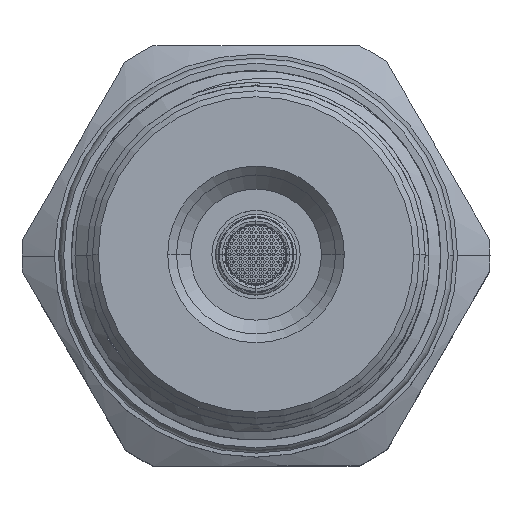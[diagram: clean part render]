
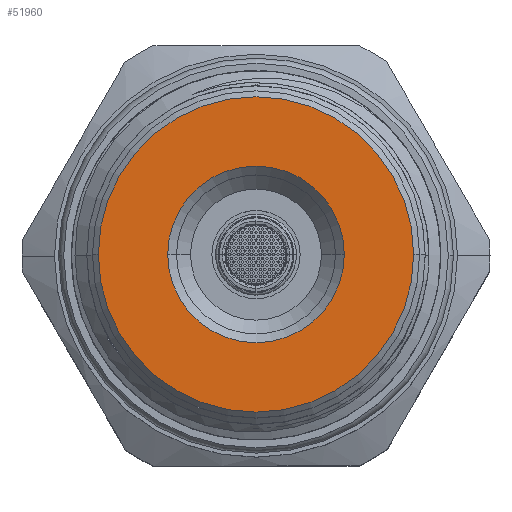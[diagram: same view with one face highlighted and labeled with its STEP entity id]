
A CAD part, top view. The second image highlights one B-rep face of the part: STEP entity #51960.
In plain terms, the highlighted planar face has unit normal (0, 0, 1).
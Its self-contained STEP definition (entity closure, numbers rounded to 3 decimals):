
#583 = CARTESIAN_POINT ( 'NONE',  ( 6., 0., 25.41 ) ) ;
#1302 = CARTESIAN_POINT ( 'NONE',  ( 0., 0., 25.41 ) ) ;
#1926 = EDGE_LOOP ( 'NONE', ( #13000, #11093 ) ) ;
#2537 = CARTESIAN_POINT ( 'NONE',  ( -10.715, 0., 25.41 ) ) ;
#2761 = CARTESIAN_POINT ( 'NONE',  ( 0., 0., 25.41 ) ) ;
#3135 = FACE_OUTER_BOUND ( 'NONE', #1926, .T. ) ;
#4416 = CIRCLE ( 'NONE', #8248, 10.715 ) ;
#5159 = DIRECTION ( 'NONE',  ( -1., 0., 0. ) ) ;
#8248 = AXIS2_PLACEMENT_3D ( 'NONE', #2761, #33012, #15713 ) ;
#8867 = DIRECTION ( 'NONE',  ( -1., 0., 0. ) ) ;
#10064 = AXIS2_PLACEMENT_3D ( 'NONE', #34037, #46834, #8867 ) ;
#11093 = ORIENTED_EDGE ( 'NONE', *, *, #53110, .T. ) ;
#13000 = ORIENTED_EDGE ( 'NONE', *, *, #22873, .T. ) ;
#15713 = DIRECTION ( 'NONE',  ( -1., 0., 0. ) ) ;
#17572 = CARTESIAN_POINT ( 'NONE',  ( 0., 0., 25.41 ) ) ;
#17671 = CARTESIAN_POINT ( 'NONE',  ( 0., 0., 25.41 ) ) ;
#18139 = DIRECTION ( 'NONE',  ( 0., 0., -1. ) ) ;
#18751 = EDGE_CURVE ( 'NONE', #32222, #52136, #39642, .T. ) ;
#21791 = DIRECTION ( 'NONE',  ( 0., 0., 1. ) ) ;
#21882 = CIRCLE ( 'NONE', #50054, 6. ) ;
#21937 = FACE_BOUND ( 'NONE', #38904, .T. ) ;
#22558 = ORIENTED_EDGE ( 'NONE', *, *, #54161, .T. ) ;
#22873 = EDGE_CURVE ( 'NONE', #23381, #54622, #51621, .T. ) ;
#23381 = VERTEX_POINT ( 'NONE', #2537 ) ;
#30447 = DIRECTION ( 'NONE',  ( -1., 0., 0. ) ) ;
#31366 = DIRECTION ( 'NONE',  ( 0., 0., -1. ) ) ;
#32222 = VERTEX_POINT ( 'NONE', #51270 ) ;
#33012 = DIRECTION ( 'NONE',  ( 0., 0., 1. ) ) ;
#34037 = CARTESIAN_POINT ( 'NONE',  ( 0., 0., 25.41 ) ) ;
#35910 = AXIS2_PLACEMENT_3D ( 'NONE', #17671, #21791, #30447 ) ;
#38904 = EDGE_LOOP ( 'NONE', ( #22558, #50822 ) ) ;
#39642 = CIRCLE ( 'NONE', #41580, 6. ) ;
#40041 = DIRECTION ( 'NONE',  ( -1., 0., 0. ) ) ;
#41580 = AXIS2_PLACEMENT_3D ( 'NONE', #17572, #18139, #5159 ) ;
#43073 = PLANE ( 'NONE',  #10064 ) ;
#44095 = CARTESIAN_POINT ( 'NONE',  ( 10.715, 0., 25.41 ) ) ;
#46834 = DIRECTION ( 'NONE',  ( 0., 0., -1. ) ) ;
#50054 = AXIS2_PLACEMENT_3D ( 'NONE', #1302, #31366, #40041 ) ;
#50822 = ORIENTED_EDGE ( 'NONE', *, *, #18751, .T. ) ;
#51270 = CARTESIAN_POINT ( 'NONE',  ( -6., 0., 25.41 ) ) ;
#51621 = CIRCLE ( 'NONE', #35910, 10.715 ) ;
#51960 = ADVANCED_FACE ( 'NONE', ( #21937, #3135 ), #43073, .F. ) ;
#52136 = VERTEX_POINT ( 'NONE', #583 ) ;
#53110 = EDGE_CURVE ( 'NONE', #54622, #23381, #4416, .T. ) ;
#54161 = EDGE_CURVE ( 'NONE', #52136, #32222, #21882, .T. ) ;
#54622 = VERTEX_POINT ( 'NONE', #44095 ) ;
